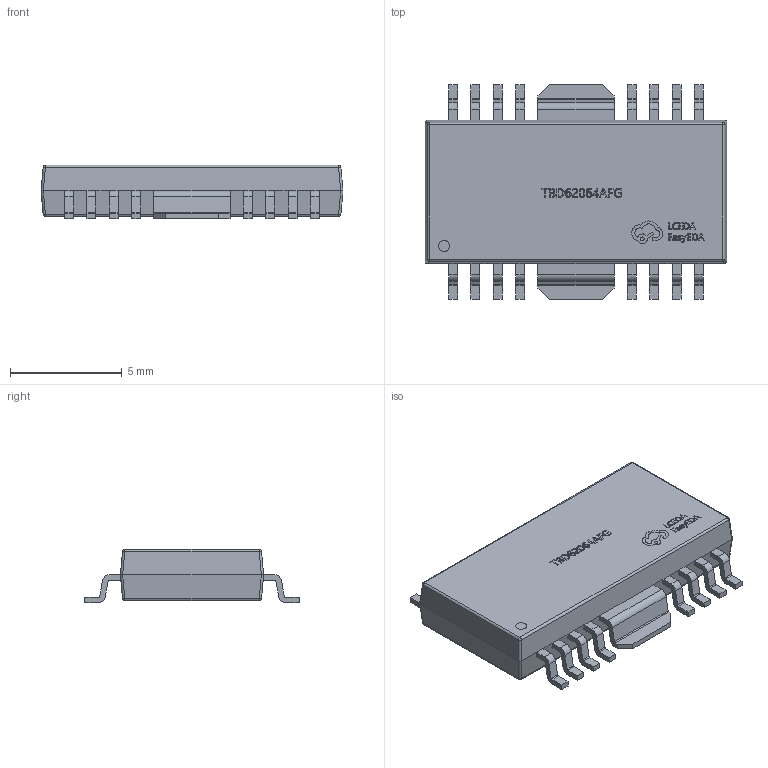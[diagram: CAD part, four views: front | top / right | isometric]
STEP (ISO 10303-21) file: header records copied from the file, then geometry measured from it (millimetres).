
FILE_DESCRIPTION (( 'STEP AP214' ), '1' );
FILE_NAME ('HSOP-16_L13.5-W6.4-P1.00-LS9.6-BL-EP.step', '2022-07-26T09:45:20', ( '' ), ( '' ), 'SwSTEP 2.0', 'SolidWorks 2020', '' );
FILE_SCHEMA (( 'AUTOMOTIVE_DESIGN' ));
Length unit declared in the file: millimetre
Products named in the file (1): HSOP-16_L13.5-W6.4-P1.00-LS9.6-BL-EP
Bounding box: 13.5 x 9.6 x 2.4 mm (x, y, z)
Volume: 201.6 mm3; surface area: 336.3 mm2
Topology: 14 solids, 14 shells, 721 faces, 1930 edges, 1264 vertices
Faces by surface type: plane 447, bspline 176, cylinder 90, sphere 8
Entity records: 35174 total; most frequent: CARTESIAN_POINT 10144, ORIENTED_EDGE 3860, DIRECTION 2834, EDGE_CURVE 1930, VECTOR 1398, LINE 1398, VERTEX_POINT 1264, EDGE_LOOP 760
